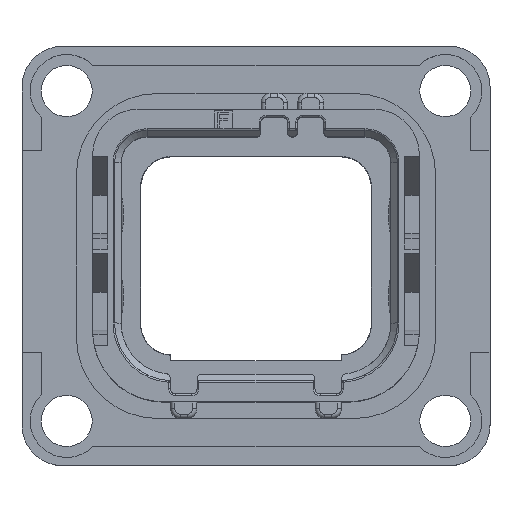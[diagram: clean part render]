
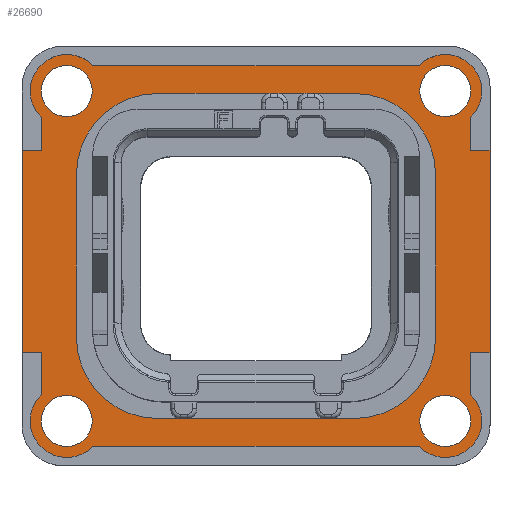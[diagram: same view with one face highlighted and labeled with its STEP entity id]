
A CAD part, top view. The second image highlights one B-rep face of the part: STEP entity #26690.
In plain terms, the highlighted planar face has unit normal (0, 0, 1).
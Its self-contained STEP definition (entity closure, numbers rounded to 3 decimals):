
#97=DIRECTION('',(0.,-1.,0.));
#98=VECTOR('',#97,12.45);
#99=CARTESIAN_POINT('',(-14.4,6.5,1.5));
#100=LINE('',#99,#98);
#160=CARTESIAN_POINT('',(-11.65,10.15,1.5));
#161=DIRECTION('',(0.,0.,1.));
#162=DIRECTION('',(0.716,0.698,0.));
#163=AXIS2_PLACEMENT_3D('',#160,#161,#162);
#173=CARTESIAN_POINT('',(11.65,10.15,1.5));
#174=DIRECTION('',(0.,0.,1.));
#175=DIRECTION('',(0.698,-0.716,0.));
#176=AXIS2_PLACEMENT_3D('',#173,#174,#175);
#183=DIRECTION('',(0.,1.,0.));
#184=VECTOR('',#183,2.588);
#185=CARTESIAN_POINT('',(13.22,-8.538,1.5));
#186=LINE('',#185,#184);
#187=DIRECTION('',(1.,0.,0.));
#188=VECTOR('',#187,20.077);
#189=CARTESIAN_POINT('',(-10.038,-11.72,1.5));
#190=LINE('',#189,#188);
#191=DIRECTION('',(0.,-1.,0.));
#192=VECTOR('',#191,2.588);
#193=CARTESIAN_POINT('',(-13.22,-5.95,1.5));
#194=LINE('',#193,#192);
#195=DIRECTION('',(1.,0.,0.));
#196=VECTOR('',#195,1.18);
#197=CARTESIAN_POINT('',(-14.4,-5.95,1.5));
#198=LINE('',#197,#196);
#199=DIRECTION('',(-1.,0.,0.));
#200=VECTOR('',#199,1.18);
#201=CARTESIAN_POINT('',(-13.22,6.5,1.5));
#202=LINE('',#201,#200);
#203=DIRECTION('',(0.,-1.,0.));
#204=VECTOR('',#203,2.038);
#205=CARTESIAN_POINT('',(-13.22,8.538,1.5));
#206=LINE('',#205,#204);
#207=DIRECTION('',(-1.,0.,0.));
#208=VECTOR('',#207,20.077);
#209=CARTESIAN_POINT('',(10.038,11.72,1.5));
#210=LINE('',#209,#208);
#211=DIRECTION('',(0.,1.,0.));
#212=VECTOR('',#211,2.038);
#213=CARTESIAN_POINT('',(13.22,6.5,1.5));
#214=LINE('',#213,#212);
#215=DIRECTION('',(-1.,0.,0.));
#216=VECTOR('',#215,1.18);
#217=CARTESIAN_POINT('',(14.4,6.5,1.5));
#218=LINE('',#217,#216);
#219=DIRECTION('',(1.,0.,0.));
#220=VECTOR('',#219,1.18);
#221=CARTESIAN_POINT('',(13.22,-5.95,1.5));
#222=LINE('',#221,#220);
#223=CARTESIAN_POINT('',(11.65,-10.15,1.5));
#224=DIRECTION('',(0.,0.,1.));
#225=DIRECTION('',(-1.,0.,0.));
#226=AXIS2_PLACEMENT_3D('',#223,#224,#225);
#228=CARTESIAN_POINT('',(-11.65,-10.15,1.5));
#229=DIRECTION('',(0.,0.,1.));
#230=DIRECTION('',(-1.,0.,0.));
#231=AXIS2_PLACEMENT_3D('',#228,#229,#230);
#233=CARTESIAN_POINT('',(-11.65,10.15,1.5));
#234=DIRECTION('',(0.,0.,1.));
#235=DIRECTION('',(1.,0.,0.));
#236=AXIS2_PLACEMENT_3D('',#233,#234,#235);
#238=CARTESIAN_POINT('',(11.65,10.15,1.5));
#239=DIRECTION('',(0.,0.,1.));
#240=DIRECTION('',(1.,0.,0.));
#241=AXIS2_PLACEMENT_3D('',#238,#239,#240);
#243=CARTESIAN_POINT('',(6.05,5.,1.5));
#244=DIRECTION('',(0.,0.,-1.));
#245=DIRECTION('',(0.,1.,0.));
#246=AXIS2_PLACEMENT_3D('',#243,#244,#245);
#248=DIRECTION('',(1.,0.,0.));
#249=VECTOR('',#248,12.1);
#250=CARTESIAN_POINT('',(-6.05,10.,1.5));
#251=LINE('',#250,#249);
#252=CARTESIAN_POINT('',(-6.05,5.,1.5));
#253=DIRECTION('',(0.,0.,-1.));
#254=DIRECTION('',(-1.,0.,0.));
#255=AXIS2_PLACEMENT_3D('',#252,#253,#254);
#257=DIRECTION('',(0.,1.,0.));
#258=VECTOR('',#257,10.);
#259=CARTESIAN_POINT('',(-11.05,-5.,1.5));
#260=LINE('',#259,#258);
#261=CARTESIAN_POINT('',(-6.05,-5.,1.5));
#262=DIRECTION('',(0.,0.,-1.));
#263=DIRECTION('',(0.,-1.,0.));
#264=AXIS2_PLACEMENT_3D('',#261,#262,#263);
#266=DIRECTION('',(-1.,0.,0.));
#267=VECTOR('',#266,12.1);
#268=CARTESIAN_POINT('',(6.05,-10.,1.5));
#269=LINE('',#268,#267);
#270=CARTESIAN_POINT('',(6.05,-5.,1.5));
#271=DIRECTION('',(0.,0.,-1.));
#272=DIRECTION('',(1.,0.,0.));
#273=AXIS2_PLACEMENT_3D('',#270,#271,#272);
#275=DIRECTION('',(0.,-1.,0.));
#276=VECTOR('',#275,10.);
#277=CARTESIAN_POINT('',(11.05,5.,1.5));
#278=LINE('',#277,#276);
#283=CARTESIAN_POINT('',(11.65,-10.15,1.5));
#284=DIRECTION('',(0.,0.,1.));
#285=DIRECTION('',(-0.716,-0.698,0.));
#286=AXIS2_PLACEMENT_3D('',#283,#284,#285);
#340=CARTESIAN_POINT('',(-11.65,-10.15,1.5));
#341=DIRECTION('',(0.,0.,1.));
#342=DIRECTION('',(-0.698,0.716,0.));
#343=AXIS2_PLACEMENT_3D('',#340,#341,#342);
#369=DIRECTION('',(0.,1.,0.));
#370=VECTOR('',#369,12.45);
#371=CARTESIAN_POINT('',(14.4,-5.95,1.5));
#372=LINE('',#371,#370);
#425=CARTESIAN_POINT('',(11.65,-10.15,1.5));
#426=DIRECTION('',(0.,0.,1.));
#427=DIRECTION('',(1.,0.,0.));
#428=AXIS2_PLACEMENT_3D('',#425,#426,#427);
#430=CARTESIAN_POINT('',(-11.65,-10.15,1.5));
#431=DIRECTION('',(0.,0.,1.));
#432=DIRECTION('',(1.,0.,0.));
#433=AXIS2_PLACEMENT_3D('',#430,#431,#432);
#451=CARTESIAN_POINT('',(-11.65,10.15,1.5));
#452=DIRECTION('',(0.,0.,1.));
#453=DIRECTION('',(-1.,0.,0.));
#454=AXIS2_PLACEMENT_3D('',#451,#452,#453);
#456=CARTESIAN_POINT('',(11.65,10.15,1.5));
#457=DIRECTION('',(0.,0.,1.));
#458=DIRECTION('',(-1.,0.,0.));
#459=AXIS2_PLACEMENT_3D('',#456,#457,#458);
#22741=CARTESIAN_POINT('',(-6.05,10.,1.5));
#22742=CARTESIAN_POINT('',(6.05,10.,1.5));
#22743=VERTEX_POINT('',#22741);
#22744=VERTEX_POINT('',#22742);
#22745=CARTESIAN_POINT('',(11.05,-5.,1.5));
#22746=CARTESIAN_POINT('',(6.05,-10.,1.5));
#22747=VERTEX_POINT('',#22745);
#22748=VERTEX_POINT('',#22746);
#22749=CARTESIAN_POINT('',(11.05,5.,1.5));
#22750=VERTEX_POINT('',#22749);
#22751=CARTESIAN_POINT('',(-11.05,5.,1.5));
#22752=VERTEX_POINT('',#22751);
#22753=CARTESIAN_POINT('',(-11.05,-5.,1.5));
#22754=VERTEX_POINT('',#22753);
#22755=CARTESIAN_POINT('',(-6.05,-10.,1.5));
#22756=VERTEX_POINT('',#22755);
#22787=CARTESIAN_POINT('',(14.4,-5.95,1.5));
#22788=CARTESIAN_POINT('',(14.4,6.5,1.5));
#22789=VERTEX_POINT('',#22787);
#22790=VERTEX_POINT('',#22788);
#22791=CARTESIAN_POINT('',(-14.4,6.5,1.5));
#22792=CARTESIAN_POINT('',(-14.4,-5.95,1.5));
#22793=VERTEX_POINT('',#22791);
#22794=VERTEX_POINT('',#22792);
#22795=CARTESIAN_POINT('',(10.08,10.15,1.5));
#22796=VERTEX_POINT('',#22795);
#22797=CARTESIAN_POINT('',(-10.08,10.15,1.5));
#22798=VERTEX_POINT('',#22797);
#22799=CARTESIAN_POINT('',(-10.08,-10.15,1.5));
#22800=VERTEX_POINT('',#22799);
#22801=CARTESIAN_POINT('',(10.08,-10.15,1.5));
#22802=VERTEX_POINT('',#22801);
#22803=CARTESIAN_POINT('',(-13.22,6.5,1.5));
#22804=VERTEX_POINT('',#22803);
#22805=CARTESIAN_POINT('',(13.22,6.5,1.5));
#22806=VERTEX_POINT('',#22805);
#22807=CARTESIAN_POINT('',(-13.22,-5.95,1.5));
#22808=VERTEX_POINT('',#22807);
#23123=CARTESIAN_POINT('',(13.22,-5.95,1.5));
#23124=VERTEX_POINT('',#23123);
#23446=CARTESIAN_POINT('',(13.22,8.538,1.5));
#23448=VERTEX_POINT('',#23446);
#23450=CARTESIAN_POINT('',(-10.038,-11.72,1.5));
#23452=VERTEX_POINT('',#23450);
#23454=CARTESIAN_POINT('',(10.038,-11.72,1.5));
#23456=VERTEX_POINT('',#23454);
#23458=CARTESIAN_POINT('',(-13.22,-8.538,1.5));
#23460=VERTEX_POINT('',#23458);
#23462=CARTESIAN_POINT('',(-10.038,11.72,1.5));
#23464=VERTEX_POINT('',#23462);
#23466=CARTESIAN_POINT('',(10.038,11.72,1.5));
#23468=VERTEX_POINT('',#23466);
#23470=CARTESIAN_POINT('',(-13.22,8.538,1.5));
#23472=VERTEX_POINT('',#23470);
#23474=CARTESIAN_POINT('',(13.22,-8.538,1.5));
#23476=VERTEX_POINT('',#23474);
#23478=CARTESIAN_POINT('',(13.22,10.15,1.5));
#23479=VERTEX_POINT('',#23478);
#23480=CARTESIAN_POINT('',(-13.22,10.15,1.5));
#23481=VERTEX_POINT('',#23480);
#23482=CARTESIAN_POINT('',(-13.22,-10.15,1.5));
#23483=VERTEX_POINT('',#23482);
#23484=CARTESIAN_POINT('',(13.22,-10.15,1.5));
#23485=VERTEX_POINT('',#23484);
#26613=CARTESIAN_POINT('',(0.,0.,1.5));
#26614=DIRECTION('',(0.,0.,1.));
#26615=DIRECTION('',(1.,0.,0.));
#26616=AXIS2_PLACEMENT_3D('',#26613,#26614,#26615);
#26617=PLANE('',#26616);
#26619=ORIENTED_EDGE('',*,*,#26618,.F.);
#26621=ORIENTED_EDGE('',*,*,#26620,.F.);
#26623=ORIENTED_EDGE('',*,*,#26622,.F.);
#26625=ORIENTED_EDGE('',*,*,#26624,.F.);
#26627=ORIENTED_EDGE('',*,*,#26626,.F.);
#26629=ORIENTED_EDGE('',*,*,#26628,.F.);
#26630=ORIENTED_EDGE('',*,*,#26526,.F.);
#26632=ORIENTED_EDGE('',*,*,#26631,.F.);
#26634=ORIENTED_EDGE('',*,*,#26633,.F.);
#26635=ORIENTED_EDGE('',*,*,#26578,.F.);
#26636=ORIENTED_EDGE('',*,*,#26594,.F.);
#26637=ORIENTED_EDGE('',*,*,#26604,.F.);
#26639=ORIENTED_EDGE('',*,*,#26638,.F.);
#26641=ORIENTED_EDGE('',*,*,#26640,.F.);
#26643=ORIENTED_EDGE('',*,*,#26642,.F.);
#26645=ORIENTED_EDGE('',*,*,#26644,.F.);
#26646=EDGE_LOOP('',(#26619,#26621,#26623,#26625,#26627,#26629,#26630,#26632,
#26634,#26635,#26636,#26637,#26639,#26641,#26643,#26645));
#26647=FACE_OUTER_BOUND('',#26646,.F.);
#26649=ORIENTED_EDGE('',*,*,#26648,.T.);
#26651=ORIENTED_EDGE('',*,*,#26650,.T.);
#26652=EDGE_LOOP('',(#26649,#26651));
#26653=FACE_BOUND('',#26652,.F.);
#26655=ORIENTED_EDGE('',*,*,#26654,.T.);
#26657=ORIENTED_EDGE('',*,*,#26656,.T.);
#26658=EDGE_LOOP('',(#26655,#26657));
#26659=FACE_BOUND('',#26658,.F.);
#26661=ORIENTED_EDGE('',*,*,#26660,.T.);
#26663=ORIENTED_EDGE('',*,*,#26662,.T.);
#26664=EDGE_LOOP('',(#26661,#26663));
#26665=FACE_BOUND('',#26664,.F.);
#26667=ORIENTED_EDGE('',*,*,#26666,.T.);
#26669=ORIENTED_EDGE('',*,*,#26668,.T.);
#26670=EDGE_LOOP('',(#26667,#26669));
#26671=FACE_BOUND('',#26670,.F.);
#26673=ORIENTED_EDGE('',*,*,#26672,.F.);
#26675=ORIENTED_EDGE('',*,*,#26674,.F.);
#26677=ORIENTED_EDGE('',*,*,#26676,.F.);
#26679=ORIENTED_EDGE('',*,*,#26678,.F.);
#26681=ORIENTED_EDGE('',*,*,#26680,.F.);
#26683=ORIENTED_EDGE('',*,*,#26682,.F.);
#26685=ORIENTED_EDGE('',*,*,#26684,.F.);
#26687=ORIENTED_EDGE('',*,*,#26686,.F.);
#26688=EDGE_LOOP('',(#26673,#26675,#26677,#26679,#26681,#26683,#26685,#26687));
#26689=FACE_BOUND('',#26688,.F.);
#26690=ADVANCED_FACE('',(#26647,#26653,#26659,#26665,#26671,#26689),#26617,.T.);
#164=CIRCLE('',#163,2.25);
#177=CIRCLE('',#176,2.25);
#227=CIRCLE('',#226,1.57);
#232=CIRCLE('',#231,1.57);
#237=CIRCLE('',#236,1.57);
#242=CIRCLE('',#241,1.57);
#247=CIRCLE('',#246,5.);
#256=CIRCLE('',#255,5.);
#265=CIRCLE('',#264,5.);
#274=CIRCLE('',#273,5.);
#287=CIRCLE('',#286,2.25);
#344=CIRCLE('',#343,2.25);
#429=CIRCLE('',#428,1.57);
#434=CIRCLE('',#433,1.57);
#455=CIRCLE('',#454,1.57);
#460=CIRCLE('',#459,1.57);
#26526=EDGE_CURVE('',#22793,#22794,#100,.T.);
#26578=EDGE_CURVE('',#23464,#23472,#164,.T.);
#26594=EDGE_CURVE('',#23468,#23464,#210,.T.);
#26604=EDGE_CURVE('',#23448,#23468,#177,.T.);
#26618=EDGE_CURVE('',#23476,#23124,#186,.T.);
#26620=EDGE_CURVE('',#23456,#23476,#287,.T.);
#26622=EDGE_CURVE('',#23452,#23456,#190,.T.);
#26624=EDGE_CURVE('',#23460,#23452,#344,.T.);
#26626=EDGE_CURVE('',#22808,#23460,#194,.T.);
#26628=EDGE_CURVE('',#22794,#22808,#198,.T.);
#26631=EDGE_CURVE('',#22804,#22793,#202,.T.);
#26633=EDGE_CURVE('',#23472,#22804,#206,.T.);
#26638=EDGE_CURVE('',#22806,#23448,#214,.T.);
#26640=EDGE_CURVE('',#22790,#22806,#218,.T.);
#26642=EDGE_CURVE('',#22789,#22790,#372,.T.);
#26644=EDGE_CURVE('',#23124,#22789,#222,.T.);
#26648=EDGE_CURVE('',#22802,#23485,#227,.T.);
#26650=EDGE_CURVE('',#23485,#22802,#429,.T.);
#26654=EDGE_CURVE('',#22800,#23483,#434,.T.);
#26656=EDGE_CURVE('',#23483,#22800,#232,.T.);
#26660=EDGE_CURVE('',#22798,#23481,#237,.T.);
#26662=EDGE_CURVE('',#23481,#22798,#455,.T.);
#26666=EDGE_CURVE('',#22796,#23479,#460,.T.);
#26668=EDGE_CURVE('',#23479,#22796,#242,.T.);
#26672=EDGE_CURVE('',#22744,#22750,#247,.T.);
#26674=EDGE_CURVE('',#22743,#22744,#251,.T.);
#26676=EDGE_CURVE('',#22752,#22743,#256,.T.);
#26678=EDGE_CURVE('',#22754,#22752,#260,.T.);
#26680=EDGE_CURVE('',#22756,#22754,#265,.T.);
#26682=EDGE_CURVE('',#22748,#22756,#269,.T.);
#26684=EDGE_CURVE('',#22747,#22748,#274,.T.);
#26686=EDGE_CURVE('',#22750,#22747,#278,.T.);
